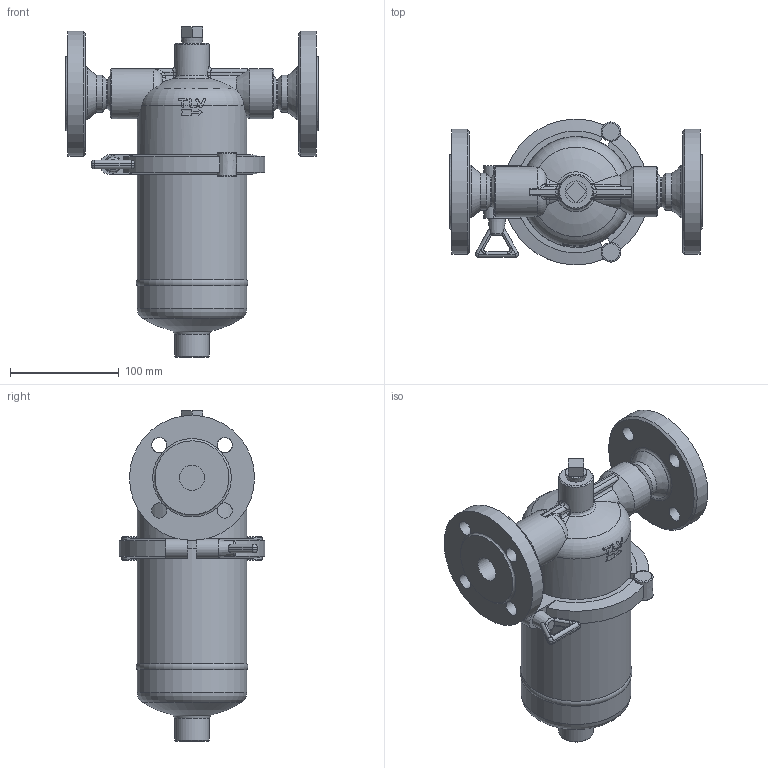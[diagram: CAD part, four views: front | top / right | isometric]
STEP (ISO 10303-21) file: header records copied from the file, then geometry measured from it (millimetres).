
FILE_DESCRIPTION((''),'2;1');
FILE_NAME('sf100-025-e0025-00.stp','2010-07-16T14:46:27',('nakaot'),(''),'Autodesk Inventor 2008','Autodesk Inventor 2008','');
FILE_SCHEMA(('AUTOMOTIVE_DESIGN { 1 0 10303 214 1 1 1 1 }'));
Length unit declared in the file: millimetre
Products named in the file (1): sf100-025-e0025-00
Bounding box: 232 x 133.63 x 303.5 mm (x, y, z)
Volume: 2382493.1 mm3; surface area: 191899.6 mm2
Topology: 2 solids, 2 shells, 252 faces, 626 edges, 383 vertices
Faces by surface type: plane 81, cylinder 73, bspline 57, cone 18, torus 16, sphere 7
Full cylindrical faces by diameter (mm): 14 x4, 18 x1, 23 x1, 27.2 x1, 32 x2, 34 x1, 46 x2, 90 x1, 101 x3, 115 x1
Entity records: 9799 total; most frequent: CARTESIAN_POINT 4409, ORIENTED_EDGE 1100, DIRECTION 1055, EDGE_CURVE 550, AXIS2_PLACEMENT_3D 445, VERTEX_POINT 367, EDGE_LOOP 335, FACE_OUTER_BOUND 252
